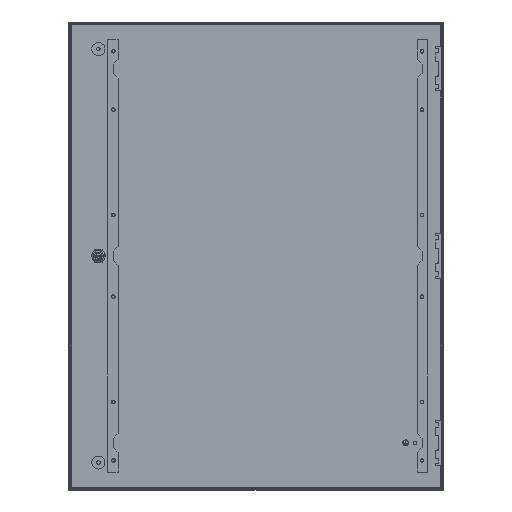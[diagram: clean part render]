
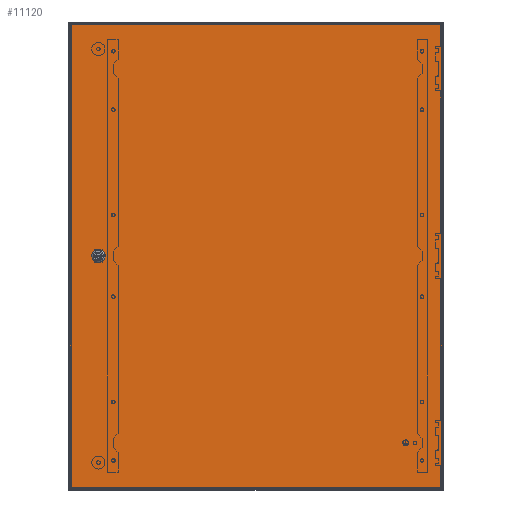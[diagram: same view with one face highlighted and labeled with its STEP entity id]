
A CAD part, top view. The second image highlights one B-rep face of the part: STEP entity #11120.
In plain terms, the highlighted planar face has unit normal (0, 0, 1).
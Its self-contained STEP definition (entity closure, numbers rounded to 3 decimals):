
#189 = LINE ( 'NONE', #35709, #29557 ) ;
#416 = LINE ( 'NONE', #53791, #44090 ) ;
#889 = VERTEX_POINT ( 'NONE', #26830 ) ;
#1140 = ORIENTED_EDGE ( 'NONE', *, *, #54507, .F. ) ;
#1200 = CARTESIAN_POINT ( 'NONE',  ( 68.056, 489.95, 17. ) ) ;
#2700 = AXIS2_PLACEMENT_3D ( 'NONE', #32994, #46416, #14641 ) ;
#2774 = DIRECTION ( 'NONE',  ( 0., -1., 0. ) ) ;
#2840 = CARTESIAN_POINT ( 'NONE',  ( 797., 997., 17. ) ) ;
#3434 = DIRECTION ( 'NONE',  ( 1., 0., 0. ) ) ;
#4223 = VERTEX_POINT ( 'NONE', #36063 ) ;
#4927 = CARTESIAN_POINT ( 'NONE',  ( 63., 500., 17. ) ) ;
#6972 = VERTEX_POINT ( 'NONE', #40686 ) ;
#6996 = ORIENTED_EDGE ( 'NONE', *, *, #32688, .T. ) ;
#7136 = CARTESIAN_POINT ( 'NONE',  ( 797., 3., 17. ) ) ;
#7402 = VECTOR ( 'NONE', #51169, 1000. ) ;
#8170 = VECTOR ( 'NONE', #2774, 1000. ) ;
#9055 = CARTESIAN_POINT ( 'NONE',  ( 3., 997., 17. ) ) ;
#9194 = EDGE_CURVE ( 'NONE', #30384, #18818, #35583, .T. ) ;
#9259 = CARTESIAN_POINT ( 'NONE',  ( 73.05, 494.944, 17. ) ) ;
#9499 = CIRCLE ( 'NONE', #49547, 11.25 ) ;
#10427 = CIRCLE ( 'NONE', #17842, 11.25 ) ;
#11120 = ADVANCED_FACE ( 'NONE', ( #12456, #51856 ), #16545, .T. ) ;
#11910 = CARTESIAN_POINT ( 'NONE',  ( 0., 0., 17. ) ) ;
#12268 = CARTESIAN_POINT ( 'NONE',  ( 57.944, 510.05, 17. ) ) ;
#12456 = FACE_BOUND ( 'NONE', #55944, .T. ) ;
#13440 = DIRECTION ( 'NONE',  ( -1., 0., 0. ) ) ;
#13812 = DIRECTION ( 'NONE',  ( 0., 1., 0. ) ) ;
#13858 = EDGE_CURVE ( 'NONE', #32972, #36231, #24626, .T. ) ;
#14399 = VERTEX_POINT ( 'NONE', #40187 ) ;
#14641 = DIRECTION ( 'NONE',  ( 1., 0., 0. ) ) ;
#16007 = DIRECTION ( 'NONE',  ( 0., 0., 1. ) ) ;
#16545 = PLANE ( 'NONE',  #45683 ) ;
#16597 = CARTESIAN_POINT ( 'NONE',  ( 57.944, 489.95, 17. ) ) ;
#17344 = VECTOR ( 'NONE', #44650, 1000. ) ;
#17842 = AXIS2_PLACEMENT_3D ( 'NONE', #33465, #45735, #50117 ) ;
#18818 = VERTEX_POINT ( 'NONE', #2840 ) ;
#19378 = EDGE_LOOP ( 'NONE', ( #43080, #56169, #39551, #6996 ) ) ;
#19420 = VECTOR ( 'NONE', #50859, 1000. ) ;
#20593 = VECTOR ( 'NONE', #13440, 1000. ) ;
#20694 = ORIENTED_EDGE ( 'NONE', *, *, #22073, .F. ) ;
#20776 = CARTESIAN_POINT ( 'NONE',  ( 68.056, 489.95, 17. ) ) ;
#21193 = LINE ( 'NONE', #52154, #53477 ) ;
#21890 = CARTESIAN_POINT ( 'NONE',  ( 797., 997., 17. ) ) ;
#22073 = EDGE_CURVE ( 'NONE', #36231, #42497, #37792, .T. ) ;
#22661 = ORIENTED_EDGE ( 'NONE', *, *, #24622, .F. ) ;
#22987 = VERTEX_POINT ( 'NONE', #12268 ) ;
#24622 = EDGE_CURVE ( 'NONE', #22987, #6972, #9499, .T. ) ;
#24626 = LINE ( 'NONE', #20776, #7402 ) ;
#24936 = CARTESIAN_POINT ( 'NONE',  ( 52.95, 494.944, 17. ) ) ;
#25059 = CIRCLE ( 'NONE', #2700, 11.25 ) ;
#25067 = CARTESIAN_POINT ( 'NONE',  ( 63., 500., 17. ) ) ;
#25623 = ORIENTED_EDGE ( 'NONE', *, *, #49124, .F. ) ;
#25832 = EDGE_CURVE ( 'NONE', #4223, #889, #10427, .T. ) ;
#25942 = DIRECTION ( 'NONE',  ( 1., 0., 0. ) ) ;
#25972 = CARTESIAN_POINT ( 'NONE',  ( 3., 3., 17. ) ) ;
#26391 = ORIENTED_EDGE ( 'NONE', *, *, #31590, .F. ) ;
#26830 = CARTESIAN_POINT ( 'NONE',  ( 68.056, 510.05, 17. ) ) ;
#27109 = EDGE_CURVE ( 'NONE', #53383, #30384, #21193, .T. ) ;
#29557 = VECTOR ( 'NONE', #53558, 1000. ) ;
#30384 = VERTEX_POINT ( 'NONE', #7136 ) ;
#31590 = EDGE_CURVE ( 'NONE', #889, #22987, #49969, .T. ) ;
#32688 = EDGE_CURVE ( 'NONE', #18818, #14399, #35564, .T. ) ;
#32951 = ORIENTED_EDGE ( 'NONE', *, *, #43868, .F. ) ;
#32972 = VERTEX_POINT ( 'NONE', #16597 ) ;
#32994 = CARTESIAN_POINT ( 'NONE',  ( 63., 500., 17. ) ) ;
#33465 = CARTESIAN_POINT ( 'NONE',  ( 63., 500., 17. ) ) ;
#33780 = DIRECTION ( 'NONE',  ( 1., 0., 0. ) ) ;
#33941 = LINE ( 'NONE', #24936, #8170 ) ;
#34326 = DIRECTION ( 'NONE',  ( 1., 0., 0. ) ) ;
#35564 = LINE ( 'NONE', #9055, #20593 ) ;
#35583 = LINE ( 'NONE', #21890, #17344 ) ;
#35709 = CARTESIAN_POINT ( 'NONE',  ( 3., 997., 17. ) ) ;
#36063 = CARTESIAN_POINT ( 'NONE',  ( 73.05, 505.056, 17. ) ) ;
#36231 = VERTEX_POINT ( 'NONE', #1200 ) ;
#37792 = CIRCLE ( 'NONE', #46201, 11.25 ) ;
#37890 = ORIENTED_EDGE ( 'NONE', *, *, #25832, .F. ) ;
#38672 = DIRECTION ( 'NONE',  ( 0., 0., 1. ) ) ;
#39551 = ORIENTED_EDGE ( 'NONE', *, *, #9194, .T. ) ;
#40187 = CARTESIAN_POINT ( 'NONE',  ( 3., 997., 17. ) ) ;
#40686 = CARTESIAN_POINT ( 'NONE',  ( 52.95, 505.056, 17. ) ) ;
#41745 = CARTESIAN_POINT ( 'NONE',  ( 52.95, 494.944, 17. ) ) ;
#42362 = CARTESIAN_POINT ( 'NONE',  ( 68.056, 510.05, 17. ) ) ;
#42497 = VERTEX_POINT ( 'NONE', #9259 ) ;
#43080 = ORIENTED_EDGE ( 'NONE', *, *, #47932, .T. ) ;
#43868 = EDGE_CURVE ( 'NONE', #42497, #4223, #416, .T. ) ;
#44004 = DIRECTION ( 'NONE',  ( 0., 0., 1. ) ) ;
#44090 = VECTOR ( 'NONE', #13812, 1000. ) ;
#44650 = DIRECTION ( 'NONE',  ( 0., 1., 0. ) ) ;
#45683 = AXIS2_PLACEMENT_3D ( 'NONE', #11910, #38672, #34326 ) ;
#45735 = DIRECTION ( 'NONE',  ( 0., 0., 1. ) ) ;
#46201 = AXIS2_PLACEMENT_3D ( 'NONE', #4927, #44004, #25942 ) ;
#46416 = DIRECTION ( 'NONE',  ( 0., 0., 1. ) ) ;
#47932 = EDGE_CURVE ( 'NONE', #14399, #53383, #189, .T. ) ;
#49118 = VERTEX_POINT ( 'NONE', #41745 ) ;
#49124 = EDGE_CURVE ( 'NONE', #49118, #32972, #25059, .T. ) ;
#49547 = AXIS2_PLACEMENT_3D ( 'NONE', #25067, #16007, #33780 ) ;
#49969 = LINE ( 'NONE', #42362, #19420 ) ;
#50117 = DIRECTION ( 'NONE',  ( 1., 0., 0. ) ) ;
#50859 = DIRECTION ( 'NONE',  ( -1., 0., 0. ) ) ;
#51169 = DIRECTION ( 'NONE',  ( 1., 0., 0. ) ) ;
#51778 = ORIENTED_EDGE ( 'NONE', *, *, #13858, .F. ) ;
#51856 = FACE_OUTER_BOUND ( 'NONE', #19378, .T. ) ;
#52154 = CARTESIAN_POINT ( 'NONE',  ( 3., 3., 17. ) ) ;
#53383 = VERTEX_POINT ( 'NONE', #25972 ) ;
#53477 = VECTOR ( 'NONE', #3434, 1000. ) ;
#53558 = DIRECTION ( 'NONE',  ( 0., -1., 0. ) ) ;
#53791 = CARTESIAN_POINT ( 'NONE',  ( 73.05, 494.944, 17. ) ) ;
#54507 = EDGE_CURVE ( 'NONE', #6972, #49118, #33941, .T. ) ;
#55944 = EDGE_LOOP ( 'NONE', ( #37890, #32951, #20694, #51778, #25623, #1140, #22661, #26391 ) ) ;
#56169 = ORIENTED_EDGE ( 'NONE', *, *, #27109, .T. ) ;
